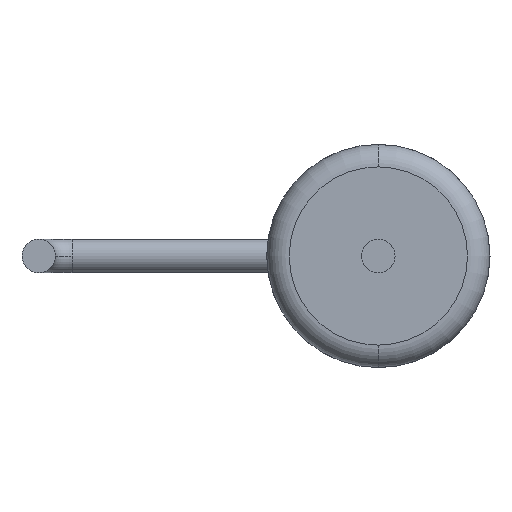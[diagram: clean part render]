
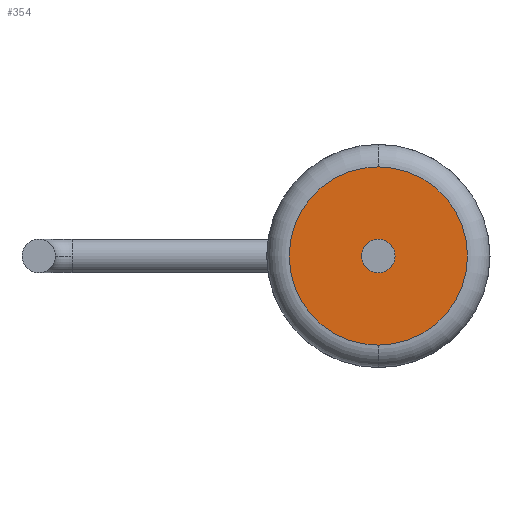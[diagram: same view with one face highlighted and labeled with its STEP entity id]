
A CAD part, front view. The second image highlights one B-rep face of the part: STEP entity #354.
In plain terms, the highlighted planar face has unit normal (0, -1, 0).
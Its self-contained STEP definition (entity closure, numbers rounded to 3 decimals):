
#39 = CIRCLE ( 'NONE', #828, 0.375 ) ;
#49 = CARTESIAN_POINT ( 'NONE',  ( 2., 0.5, 0. ) ) ;
#91 = CARTESIAN_POINT ( 'NONE',  ( 0., 0.5, 0. ) ) ;
#94 = EDGE_CURVE ( 'NONE', #577, #553, #39, .T. ) ;
#127 = AXIS2_PLACEMENT_3D ( 'NONE', #956, #509, #872 ) ;
#144 = ORIENTED_EDGE ( 'NONE', *, *, #1068, .F. ) ;
#170 = CARTESIAN_POINT ( 'NONE',  ( 0., 0.5, -2. ) ) ;
#191 = FACE_BOUND ( 'NONE', #578, .T. ) ;
#244 = AXIS2_PLACEMENT_3D ( 'NONE', #49, #685, #325 ) ;
#325 = DIRECTION ( 'NONE',  ( 0., 0., -1. ) ) ;
#331 = CARTESIAN_POINT ( 'NONE',  ( 0., 0.5, -0.375 ) ) ;
#354 = ADVANCED_FACE ( 'NONE', ( #191, #1066 ), #502, .T. ) ;
#429 = CARTESIAN_POINT ( 'NONE',  ( 0., 0.5, 0.375 ) ) ;
#440 = DIRECTION ( 'NONE',  ( 0., -1., 0. ) ) ;
#458 = DIRECTION ( 'NONE',  ( 0., -1., 0. ) ) ;
#470 = EDGE_CURVE ( 'NONE', #745, #954, #868, .T. ) ;
#484 = CARTESIAN_POINT ( 'NONE',  ( 0., 0.5, 2. ) ) ;
#502 = PLANE ( 'NONE',  #244 ) ;
#509 = DIRECTION ( 'NONE',  ( 0., -1., 0. ) ) ;
#518 = CIRCLE ( 'NONE', #551, 2. ) ;
#551 = AXIS2_PLACEMENT_3D ( 'NONE', #620, #440, #995 ) ;
#552 = DIRECTION ( 'NONE',  ( 0., 0., -1. ) ) ;
#553 = VERTEX_POINT ( 'NONE', #429 ) ;
#572 = CIRCLE ( 'NONE', #650, 0.375 ) ;
#577 = VERTEX_POINT ( 'NONE', #331 ) ;
#578 = EDGE_LOOP ( 'NONE', ( #1010, #144 ) ) ;
#620 = CARTESIAN_POINT ( 'NONE',  ( 0., 0.5, 0. ) ) ;
#641 = DIRECTION ( 'NONE',  ( 0., -1., 0. ) ) ;
#650 = AXIS2_PLACEMENT_3D ( 'NONE', #91, #641, #552 ) ;
#685 = DIRECTION ( 'NONE',  ( 0., -1., 0. ) ) ;
#715 = EDGE_CURVE ( 'NONE', #954, #745, #518, .T. ) ;
#745 = VERTEX_POINT ( 'NONE', #170 ) ;
#828 = AXIS2_PLACEMENT_3D ( 'NONE', #1006, #458, #1092 ) ;
#868 = CIRCLE ( 'NONE', #127, 2. ) ;
#872 = DIRECTION ( 'NONE',  ( 0., 0., -1. ) ) ;
#954 = VERTEX_POINT ( 'NONE', #484 ) ;
#956 = CARTESIAN_POINT ( 'NONE',  ( 0., 0.5, 0. ) ) ;
#995 = DIRECTION ( 'NONE',  ( 0., 0., -1. ) ) ;
#1006 = CARTESIAN_POINT ( 'NONE',  ( 0., 0.5, 0. ) ) ;
#1010 = ORIENTED_EDGE ( 'NONE', *, *, #94, .F. ) ;
#1016 = EDGE_LOOP ( 'NONE', ( #1146, #1104 ) ) ;
#1066 = FACE_OUTER_BOUND ( 'NONE', #1016, .T. ) ;
#1068 = EDGE_CURVE ( 'NONE', #553, #577, #572, .T. ) ;
#1092 = DIRECTION ( 'NONE',  ( 0., 0., -1. ) ) ;
#1104 = ORIENTED_EDGE ( 'NONE', *, *, #715, .T. ) ;
#1146 = ORIENTED_EDGE ( 'NONE', *, *, #470, .T. ) ;
